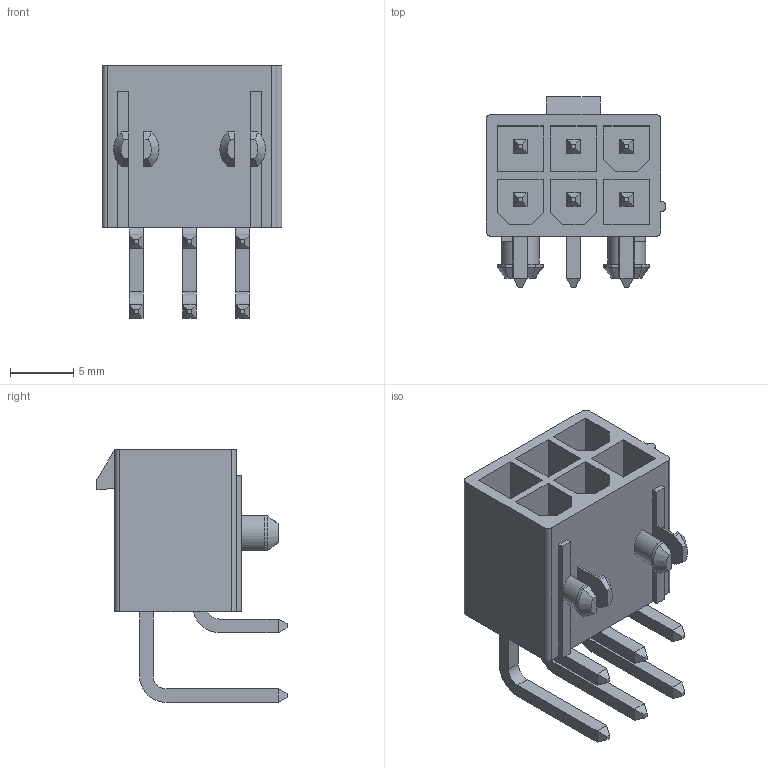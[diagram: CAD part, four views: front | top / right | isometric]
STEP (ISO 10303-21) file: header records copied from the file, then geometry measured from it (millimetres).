
FILE_DESCRIPTION(/* description */ ('STEP AP214'),/* implementation_level */ '2;1');
FILE_NAME(/* name */ '39301062',/* time_stamp */ '2022-12-17T21:33:29+01:00',/* author */ ('License CC BY-ND 4.0'),/* organization */ ('CADENAS'),/* preprocessor_version */ 'ST-DEVELOPER v18.102',/* originating_system */ 'PARTsolutions',/* authorisation */ ' ');
FILE_SCHEMA (('AUTOMOTIVE_DESIGN {1 0 10303 214 3 1 1}'));
Length unit declared in the file: millimetre
Products named in the file (2): 39301062; 39301062_PART1
Assembly tree (1 placements, depth 2):
  39301062
    39301062_PART1
Bounding box: 14.2 x 15 x 19.93 mm (x, y, z)
Volume: 1170.6 mm3; surface area: 2153.5 mm2
Topology: 1 solids, 1 shells, 227 faces, 547 edges, 342 vertices
Faces by surface type: plane 198, cylinder 25, cone 4
Entity records: 6481 total; most frequent: CARTESIAN_POINT 1118, ORIENTED_EDGE 1094, DIRECTION 1069, EDGE_CURVE 547, LINE 483, VECTOR 483, VERTEX_POINT 342, AXIS2_PLACEMENT_3D 293
